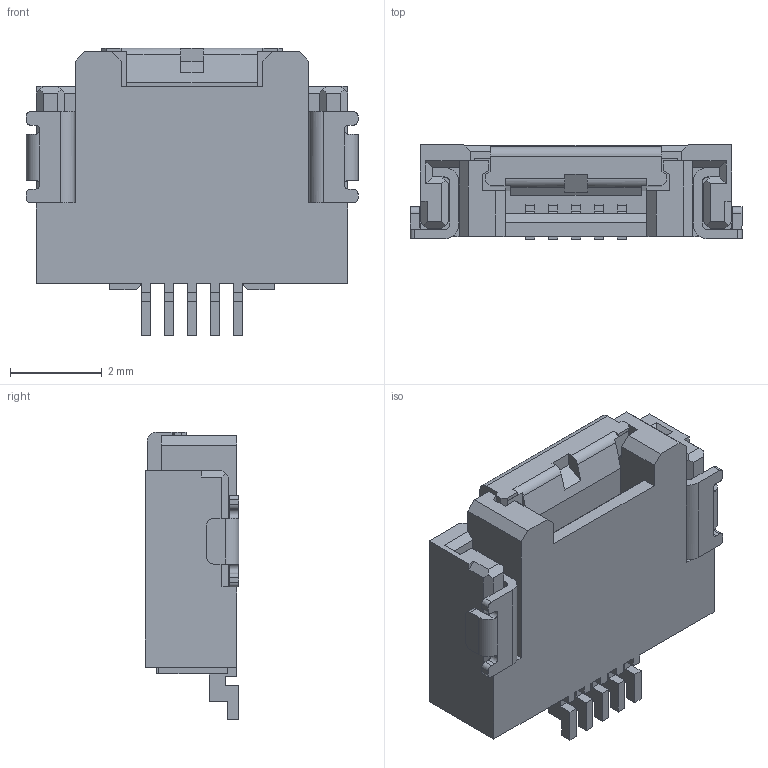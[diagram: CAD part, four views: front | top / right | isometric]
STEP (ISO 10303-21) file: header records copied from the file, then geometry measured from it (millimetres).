
FILE_DESCRIPTION((''),'2;1');
FILE_NAME('C-1775333-5','2016-04-26T',('workeradm'),('Tyco Electronics Ltd.'),'CREO PARAMETRIC BY PTC INC, 2015200','CREO PARAMETRIC BY PTC INC, 2015200','');
FILE_SCHEMA(('AUTOMOTIVE_DESIGN { 1 0 10303 214 1 1 1 1 }'));
Length unit declared in the file: millimetre
Products named in the file (1): C-1775333-5
Bounding box: 7.25 x 2.05 x 6.28 mm (x, y, z)
Volume: 57.1 mm3; surface area: 193.5 mm2
Topology: 1 solids, 1 shells, 323 faces, 926 edges, 608 vertices
Faces by surface type: plane 280, cylinder 43
Entity records: 13326 total; most frequent: CARTESIAN_POINT 1979, ORIENTED_EDGE 1852, DIRECTION 1656, PRESENTATION_STYLE_ASSIGNMENT 927, STYLED_ITEM 927, CURVE_STYLE 926, EDGE_CURVE 926, VECTOR 830
